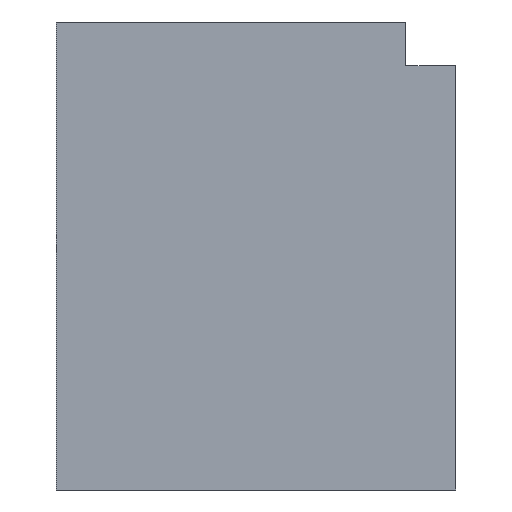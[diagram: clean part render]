
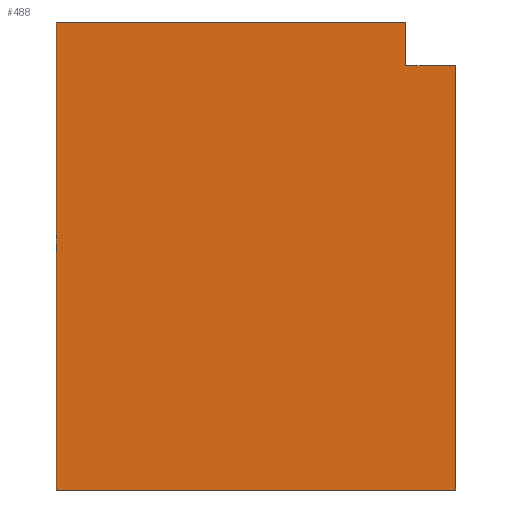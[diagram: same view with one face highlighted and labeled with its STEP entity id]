
A CAD part, left-side view. The second image highlights one B-rep face of the part: STEP entity #488.
In plain terms, the highlighted planar face has unit normal (-1, 0, 0).
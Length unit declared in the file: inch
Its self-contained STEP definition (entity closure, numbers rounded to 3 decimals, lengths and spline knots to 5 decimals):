
#39=PLANE('',#546);
#64=FACE_OUTER_BOUND('',#98,.T.);
#98=EDGE_LOOP('',(#412,#413,#414,#415,#416,#417));
#138=LINE('',#727,#185);
#141=LINE('',#733,#188);
#150=LINE('',#750,#197);
#153=LINE('',#760,#200);
#166=LINE('',#812,#213);
#167=LINE('',#813,#214);
#185=VECTOR('',#580,0.3937);
#188=VECTOR('',#585,0.3937);
#197=VECTOR('',#598,0.3937);
#200=VECTOR('',#607,0.3937);
#213=VECTOR('',#670,0.3937);
#214=VECTOR('',#671,0.3937);
#232=VERTEX_POINT('',#723);
#234=VERTEX_POINT('',#726);
#236=VERTEX_POINT('',#732);
#242=VERTEX_POINT('',#748);
#246=VERTEX_POINT('',#759);
#260=VERTEX_POINT('',#811);
#276=EDGE_CURVE('',#234,#232,#138,.T.);
#279=EDGE_CURVE('',#236,#234,#141,.T.);
#288=EDGE_CURVE('',#242,#232,#150,.T.);
#293=EDGE_CURVE('',#246,#236,#153,.T.);
#318=EDGE_CURVE('',#260,#242,#166,.T.);
#319=EDGE_CURVE('',#260,#246,#167,.T.);
#412=ORIENTED_EDGE('',*,*,#276,.T.);
#413=ORIENTED_EDGE('',*,*,#288,.F.);
#414=ORIENTED_EDGE('',*,*,#318,.F.);
#415=ORIENTED_EDGE('',*,*,#319,.T.);
#416=ORIENTED_EDGE('',*,*,#293,.T.);
#417=ORIENTED_EDGE('',*,*,#279,.T.);
#488=ADVANCED_FACE('',(#64),#39,.T.);
#546=AXIS2_PLACEMENT_3D('',#810,#668,#669);
#580=DIRECTION('',(0.,0.,1.));
#585=DIRECTION('',(0.,1.,0.));
#598=DIRECTION('',(0.,-1.,0.));
#607=DIRECTION('',(0.,0.,1.));
#668=DIRECTION('center_axis',(-1.,0.,0.));
#669=DIRECTION('ref_axis',(0.,-1.,0.));
#670=DIRECTION('',(0.,0.,1.));
#671=DIRECTION('',(0.,-1.,0.));
#723=CARTESIAN_POINT('',(0.,0.08,0.75));
#726=CARTESIAN_POINT('',(0.,0.08,0.68));
#727=CARTESIAN_POINT('',(0.,0.08,0.375));
#732=CARTESIAN_POINT('',(0.,0.,0.68));
#733=CARTESIAN_POINT('',(0.,0.34,0.68));
#748=CARTESIAN_POINT('',(0.,0.64,0.75));
#750=CARTESIAN_POINT('',(0.,0.64,0.75));
#759=CARTESIAN_POINT('',(0.,0.,0.));
#760=CARTESIAN_POINT('',(0.,0.,0.));
#810=CARTESIAN_POINT('Origin',(0.,0.64,0.));
#811=CARTESIAN_POINT('',(0.,0.64,0.));
#812=CARTESIAN_POINT('',(0.,0.64,0.));
#813=CARTESIAN_POINT('',(0.,0.64,0.));
